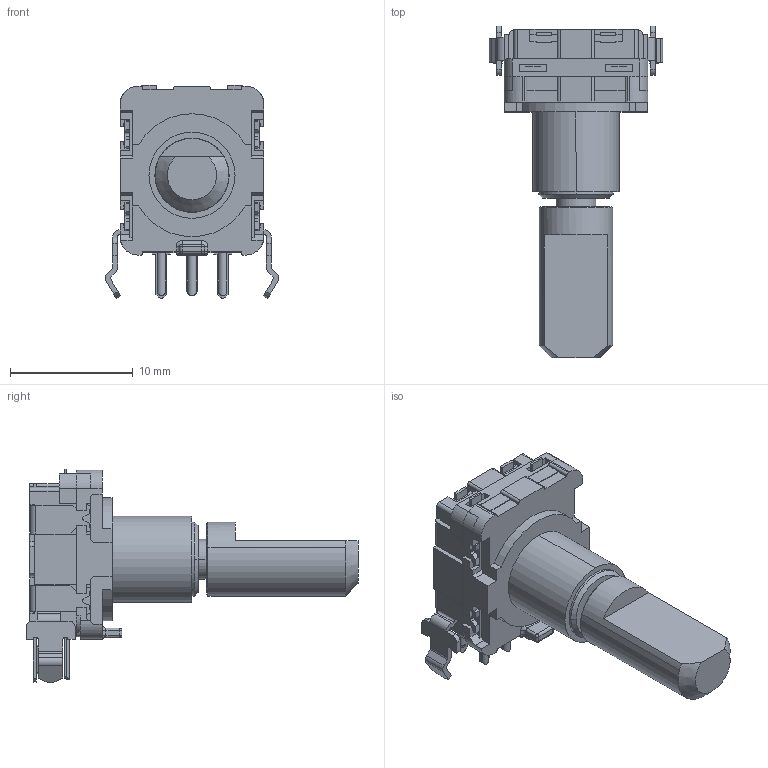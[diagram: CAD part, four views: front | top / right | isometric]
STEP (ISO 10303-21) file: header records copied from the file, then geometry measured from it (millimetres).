
FILE_DESCRIPTION((''),'2;1');
FILE_NAME('ENC_ALPS_EC11B15242AE.stp','2015-08-18T13:00:47',(''),(''),'Mechanical Desktop 2011','Mechanical Desktop 2011',', , ');
FILE_SCHEMA(('AUTOMOTIVE_DESIGN { 1 2 10303 214 1 1 1 1 }'));
Length unit declared in the file: millimetre
Products named in the file (1): Product
Bounding box: 14.1 x 27 x 17.32 mm (x, y, z)
Volume: 1457.7 mm3; surface area: 1799 mm2
Topology: 13 solids, 13 shells, 615 faces, 1692 edges, 1107 vertices
Faces by surface type: plane 451, cylinder 105, bspline 35, sphere 15, cone 5, torus 4
Entity records: 19579 total; most frequent: CARTESIAN_POINT 3831, ORIENTED_EDGE 3372, DIRECTION 3077, EDGE_CURVE 1686, VECTOR 1417, LINE 1417, VERTEX_POINT 1107, AXIS2_PLACEMENT_3D 830
